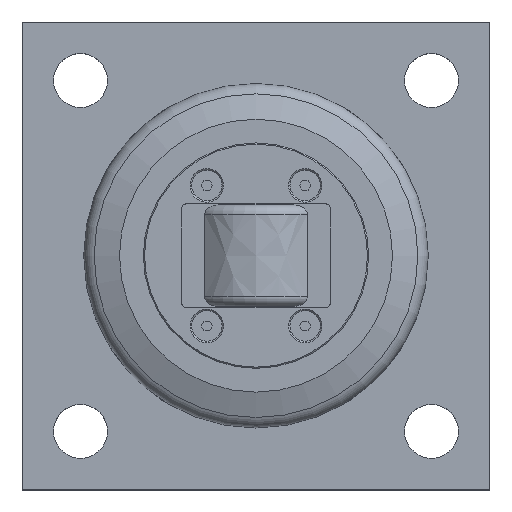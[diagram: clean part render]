
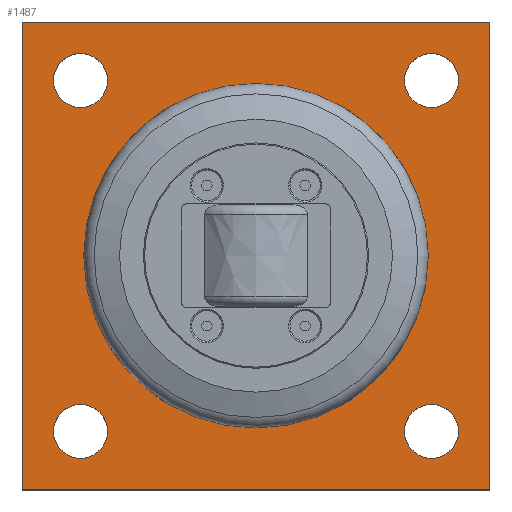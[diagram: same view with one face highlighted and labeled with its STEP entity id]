
A CAD part, top view. The second image highlights one B-rep face of the part: STEP entity #1487.
In plain terms, the highlighted planar face has unit normal (0, 0, 1).
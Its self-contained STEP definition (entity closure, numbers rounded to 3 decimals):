
#70=FACE_BOUND('',#334,.T.);
#71=FACE_BOUND('',#335,.T.);
#72=FACE_BOUND('',#336,.T.);
#73=FACE_BOUND('',#337,.T.);
#74=FACE_BOUND('',#338,.T.);
#137=CIRCLE('',#1637,29.);
#143=CIRCLE('',#1646,6.918);
#144=CIRCLE('',#1647,6.918);
#146=CIRCLE('',#1650,6.918);
#147=CIRCLE('',#1651,6.918);
#149=CIRCLE('',#1654,6.918);
#150=CIRCLE('',#1655,6.918);
#152=CIRCLE('',#1658,6.918);
#153=CIRCLE('',#1659,6.918);
#234=FACE_OUTER_BOUND('',#333,.T.);
#333=EDGE_LOOP('',(#1339,#1340,#1341,#1342));
#334=EDGE_LOOP('',(#1343));
#335=EDGE_LOOP('',(#1344,#1345));
#336=EDGE_LOOP('',(#1346,#1347));
#337=EDGE_LOOP('',(#1348,#1349));
#338=EDGE_LOOP('',(#1350,#1351));
#450=LINE('',#2608,#573);
#454=LINE('',#2616,#577);
#457=LINE('',#2622,#580);
#460=LINE('',#2627,#583);
#573=VECTOR('',#2086,10.);
#577=VECTOR('',#2092,10.);
#580=VECTOR('',#2097,10.);
#583=VECTOR('',#2102,10.);
#705=VERTEX_POINT('',#2557);
#711=VERTEX_POINT('',#2574);
#712=VERTEX_POINT('',#2575);
#714=VERTEX_POINT('',#2582);
#715=VERTEX_POINT('',#2583);
#717=VERTEX_POINT('',#2590);
#718=VERTEX_POINT('',#2591);
#720=VERTEX_POINT('',#2598);
#721=VERTEX_POINT('',#2599);
#723=VERTEX_POINT('',#2606);
#724=VERTEX_POINT('',#2607);
#727=VERTEX_POINT('',#2615);
#729=VERTEX_POINT('',#2621);
#904=EDGE_CURVE('',#705,#705,#137,.T.);
#911=EDGE_CURVE('',#711,#712,#143,.T.);
#912=EDGE_CURVE('',#712,#711,#144,.T.);
#915=EDGE_CURVE('',#714,#715,#146,.T.);
#916=EDGE_CURVE('',#715,#714,#147,.T.);
#919=EDGE_CURVE('',#717,#718,#149,.T.);
#920=EDGE_CURVE('',#718,#717,#150,.T.);
#923=EDGE_CURVE('',#720,#721,#152,.T.);
#924=EDGE_CURVE('',#721,#720,#153,.T.);
#927=EDGE_CURVE('',#723,#724,#450,.T.);
#931=EDGE_CURVE('',#724,#727,#454,.T.);
#934=EDGE_CURVE('',#727,#729,#457,.T.);
#937=EDGE_CURVE('',#729,#723,#460,.T.);
#1339=ORIENTED_EDGE('',*,*,#927,.F.);
#1340=ORIENTED_EDGE('',*,*,#937,.F.);
#1341=ORIENTED_EDGE('',*,*,#934,.F.);
#1342=ORIENTED_EDGE('',*,*,#931,.F.);
#1343=ORIENTED_EDGE('',*,*,#904,.T.);
#1344=ORIENTED_EDGE('',*,*,#911,.T.);
#1345=ORIENTED_EDGE('',*,*,#912,.T.);
#1346=ORIENTED_EDGE('',*,*,#915,.T.);
#1347=ORIENTED_EDGE('',*,*,#916,.T.);
#1348=ORIENTED_EDGE('',*,*,#919,.T.);
#1349=ORIENTED_EDGE('',*,*,#920,.T.);
#1350=ORIENTED_EDGE('',*,*,#923,.T.);
#1351=ORIENTED_EDGE('',*,*,#924,.T.);
#1407=PLANE('',#1666);
#1487=ADVANCED_FACE('',(#234,#70,#71,#72,#73,#74),#1407,.T.);
#1637=AXIS2_PLACEMENT_3D('',#2559,#2031,#2032);
#1646=AXIS2_PLACEMENT_3D('',#2576,#2050,#2051);
#1647=AXIS2_PLACEMENT_3D('',#2577,#2052,#2053);
#1650=AXIS2_PLACEMENT_3D('',#2584,#2059,#2060);
#1651=AXIS2_PLACEMENT_3D('',#2585,#2061,#2062);
#1654=AXIS2_PLACEMENT_3D('',#2592,#2068,#2069);
#1655=AXIS2_PLACEMENT_3D('',#2593,#2070,#2071);
#1658=AXIS2_PLACEMENT_3D('',#2600,#2077,#2078);
#1659=AXIS2_PLACEMENT_3D('',#2601,#2079,#2080);
#1666=AXIS2_PLACEMENT_3D('',#2630,#2106,#2107);
#2031=DIRECTION('center_axis',(0.,0.,-1.));
#2032=DIRECTION('ref_axis',(0.,1.,0.));
#2050=DIRECTION('center_axis',(0.,0.,-1.));
#2051=DIRECTION('ref_axis',(1.,0.,0.));
#2052=DIRECTION('center_axis',(0.,0.,-1.));
#2053=DIRECTION('ref_axis',(1.,0.,0.));
#2059=DIRECTION('center_axis',(0.,0.,-1.));
#2060=DIRECTION('ref_axis',(1.,0.,0.));
#2061=DIRECTION('center_axis',(0.,0.,-1.));
#2062=DIRECTION('ref_axis',(1.,0.,0.));
#2068=DIRECTION('center_axis',(0.,0.,-1.));
#2069=DIRECTION('ref_axis',(1.,0.,0.));
#2070=DIRECTION('center_axis',(0.,0.,-1.));
#2071=DIRECTION('ref_axis',(1.,0.,0.));
#2077=DIRECTION('center_axis',(0.,0.,-1.));
#2078=DIRECTION('ref_axis',(1.,0.,0.));
#2079=DIRECTION('center_axis',(0.,0.,-1.));
#2080=DIRECTION('ref_axis',(1.,0.,0.));
#2086=DIRECTION('',(0.,1.,0.));
#2092=DIRECTION('',(1.,0.,0.));
#2097=DIRECTION('',(0.,-1.,0.));
#2102=DIRECTION('',(-1.,0.,0.));
#2106=DIRECTION('center_axis',(0.,0.,1.));
#2107=DIRECTION('ref_axis',(1.,0.,0.));
#2557=CARTESIAN_POINT('',(60.,31.,20.));
#2559=CARTESIAN_POINT('Origin',(60.,60.,20.));
#2574=CARTESIAN_POINT('',(21.918,15.,20.));
#2575=CARTESIAN_POINT('',(8.083,15.,20.));
#2576=CARTESIAN_POINT('Origin',(15.,15.,20.));
#2577=CARTESIAN_POINT('Origin',(15.,15.,20.));
#2582=CARTESIAN_POINT('',(111.918,15.,20.));
#2583=CARTESIAN_POINT('',(98.083,15.,20.));
#2584=CARTESIAN_POINT('Origin',(105.,15.,20.));
#2585=CARTESIAN_POINT('Origin',(105.,15.,20.));
#2590=CARTESIAN_POINT('',(111.918,105.,20.));
#2591=CARTESIAN_POINT('',(98.083,105.,20.));
#2592=CARTESIAN_POINT('Origin',(105.,105.,20.));
#2593=CARTESIAN_POINT('Origin',(105.,105.,20.));
#2598=CARTESIAN_POINT('',(21.918,105.,20.));
#2599=CARTESIAN_POINT('',(8.083,105.,20.));
#2600=CARTESIAN_POINT('Origin',(15.,105.,20.));
#2601=CARTESIAN_POINT('Origin',(15.,105.,20.));
#2606=CARTESIAN_POINT('',(0.,0.,20.));
#2607=CARTESIAN_POINT('',(0.,120.,20.));
#2608=CARTESIAN_POINT('',(0.,120.,20.));
#2615=CARTESIAN_POINT('',(120.,120.,20.));
#2616=CARTESIAN_POINT('',(120.,120.,20.));
#2621=CARTESIAN_POINT('',(120.,0.,20.));
#2622=CARTESIAN_POINT('',(120.,0.,20.));
#2627=CARTESIAN_POINT('',(0.,0.,20.));
#2630=CARTESIAN_POINT('Origin',(60.,60.,20.));
